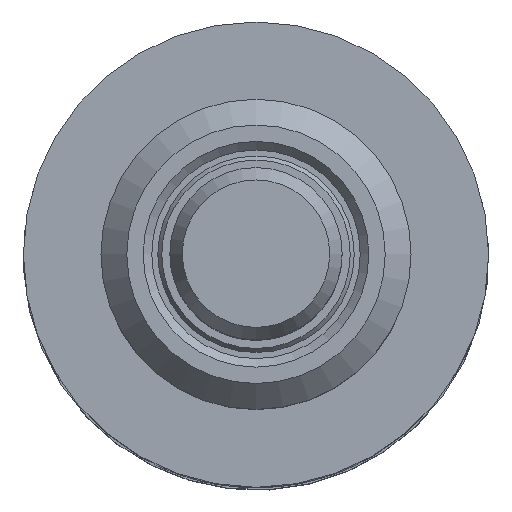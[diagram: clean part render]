
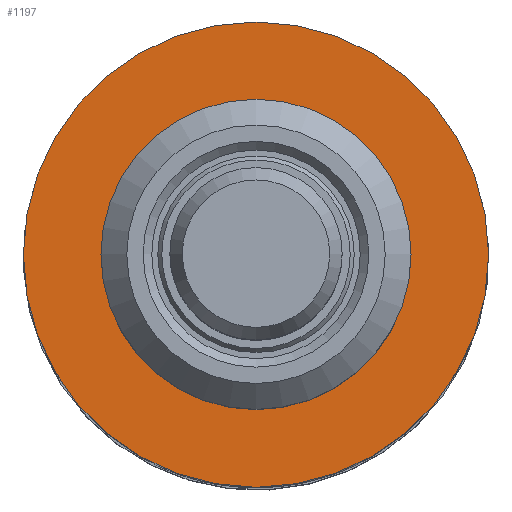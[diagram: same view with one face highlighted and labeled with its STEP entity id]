
A CAD part, top view. The second image highlights one B-rep face of the part: STEP entity #1197.
In plain terms, the highlighted planar face has unit normal (0, 0, 1).
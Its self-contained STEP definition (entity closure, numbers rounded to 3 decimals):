
#1123=CARTESIAN_POINT('',(-13.573,31.724,96.598));
#1124=VERTEX_POINT('',#1123);
#1125=CARTESIAN_POINT('',(-13.573,22.724,96.598));
#1126=DIRECTION('',(0.0,0.0,-1.0));
#1127=DIRECTION('',(0.0,-1.0,0.0));
#1128=AXIS2_PLACEMENT_3D('',#1125,#1126,#1127);
#1129=CIRCLE('',#1128,9.0);
#1130=EDGE_CURVE('',#1124,#1124,#1129,.T.);
#1174=CARTESIAN_POINT('',(-13.573,36.224,96.598));
#1175=VERTEX_POINT('',#1174);
#1176=CARTESIAN_POINT('',(-13.573,22.724,96.598));
#1177=DIRECTION('',(0.0,0.0,-1.0));
#1178=DIRECTION('',(0.0,-1.0,0.0));
#1179=AXIS2_PLACEMENT_3D('',#1176,#1177,#1178);
#1180=CIRCLE('',#1179,13.5);
#1181=EDGE_CURVE('',#1175,#1175,#1180,.T.);
#1186=CARTESIAN_POINT('',(-13.573,22.724,96.598));
#1187=DIRECTION('',(0.0,0.0,-1.0));
#1188=DIRECTION('',(0.0,-1.0,0.0));
#1189=AXIS2_PLACEMENT_3D('',#1186,#1187,#1188);
#1190=PLANE('',#1189);
#1191=ORIENTED_EDGE('',*,*,#1181,.F.);
#1192=EDGE_LOOP('',(#1191));
#1193=FACE_OUTER_BOUND('',#1192,.T.);
#1194=ORIENTED_EDGE('',*,*,#1130,.T.);
#1195=EDGE_LOOP('',(#1194));
#1196=FACE_BOUND('',#1195,.T.);
#1197=ADVANCED_FACE('',(#1193,#1196),#1190,.F.);
